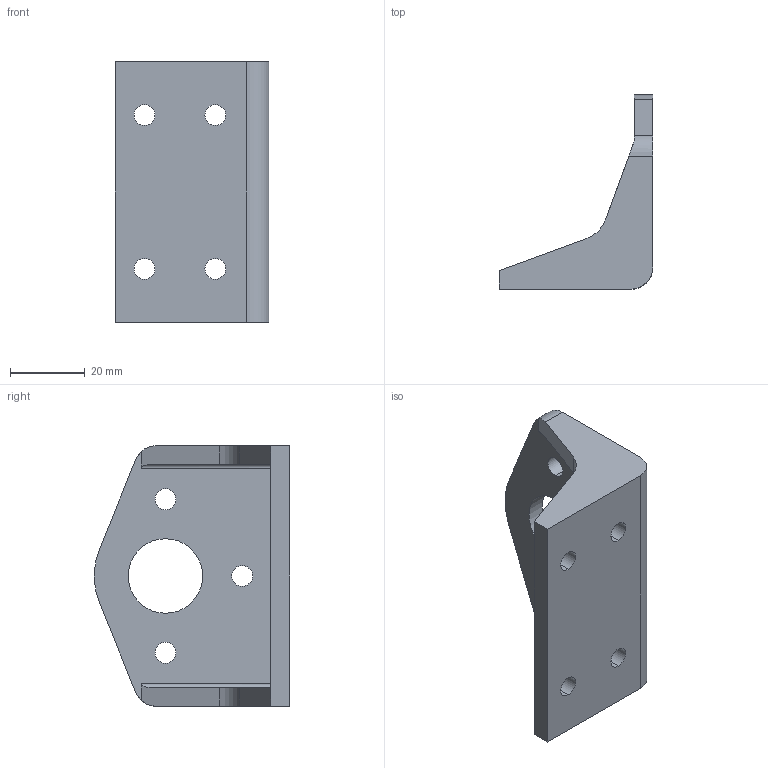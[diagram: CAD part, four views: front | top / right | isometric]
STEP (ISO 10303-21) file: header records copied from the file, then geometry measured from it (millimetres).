
FILE_DESCRIPTION (( 'STEP AP214' ), '1' );
FILE_NAME ('GH-36205.STEP', '2020-02-25T05:14:02', ( 'LinWei' ), ( '' ), 'SwSTEP 2.0', 'SolidWorks 2016', '' );
FILE_SCHEMA (( 'AUTOMOTIVE_DESIGN' ));
Length unit declared in the file: millimetre
Products named in the file (2): GH-36205   36205-1^493791(GH-36204M); GH-36205
Assembly tree (1 placements, depth 2):
  GH-36205
    GH-36205   36205-1^493791(GH-36204M)
Bounding box: 41.3 x 52.34 x 69.9 mm (x, y, z)
Volume: 29430.1 mm3; surface area: 13999.9 mm2
Topology: 1 solids, 1 shells, 39 faces, 109 edges, 72 vertices
Faces by surface type: cylinder 24, plane 15
Entity records: 1371 total; most frequent: DIRECTION 237, CARTESIAN_POINT 236, ORIENTED_EDGE 218, EDGE_CURVE 109, AXIS2_PLACEMENT_3D 89, VERTEX_POINT 72, VECTOR 59, LINE 59
